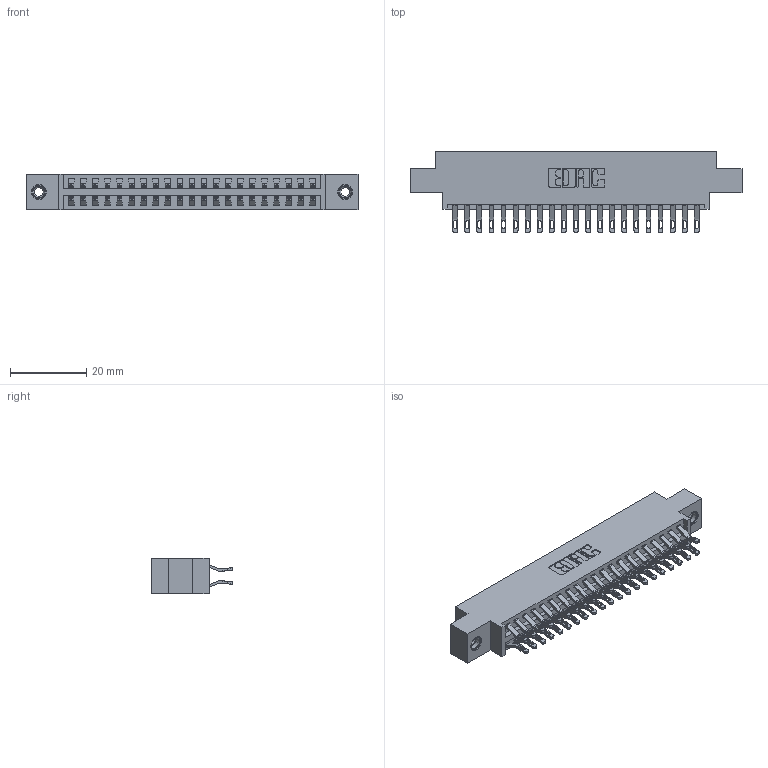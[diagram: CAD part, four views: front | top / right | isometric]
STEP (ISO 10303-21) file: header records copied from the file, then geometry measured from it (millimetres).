
FILE_DESCRIPTION (( 'STEP AP203' ), '1' );
FILE_NAME ('396-042-555-808.STEP', '2019-11-02T06:10:07', ( '' ), ( '' ), 'SwSTEP 2.0', 'SolidWorks 2016', '' );
FILE_SCHEMA (( 'CONFIG_CONTROL_DESIGN' ));
Length unit declared in the file: inch
Products named in the file (4): 396-042-555-808; 346 Part_0.170 Offset - 0.156 Dia-TI; 345-292-001_555 Tail; 345-250-001_345-250-003-102
Assembly tree (45 placements, depth 2):
  396-042-555-808
    346 Part_0.170 Offset - 0.156 Dia-TI
    345-292-001_555 Tail  x42
    345-250-001_345-250-003-102  x2
Bounding box: 87.25 x 21.46 x 9.4 mm (x, y, z)
Volume: 8305.5 mm3; surface area: 11720.2 mm2
Topology: 45 solids, 45 shells, 2622 faces, 8163 edges, 5434 vertices
Faces by surface type: plane 1498, cylinder 1108, cone 12, torus 4
Entity records: 18176 total; most frequent: CARTESIAN_POINT 3045, ORIENTED_EDGE 2942, DIRECTION 2729, EDGE_CURVE 1471, VECTOR 1215, LINE 1215, VERTEX_POINT 976, AXIS2_PLACEMENT_3D 757
